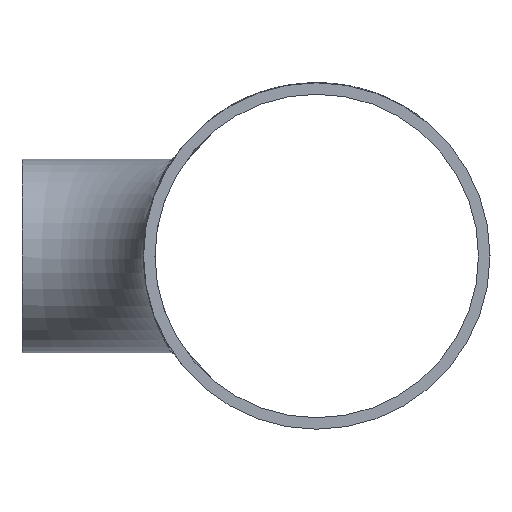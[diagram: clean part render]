
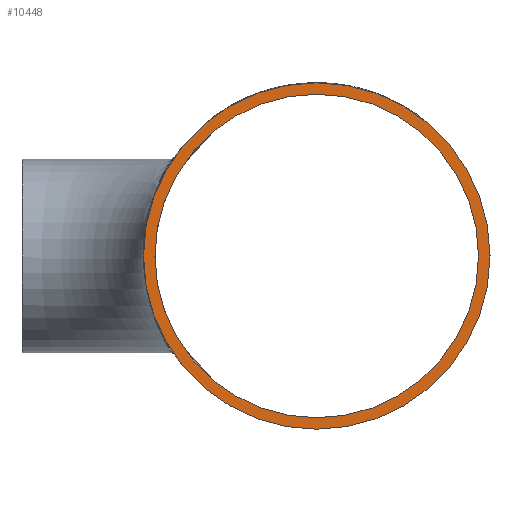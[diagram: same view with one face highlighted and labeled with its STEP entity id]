
A CAD part, left-side view. The second image highlights one B-rep face of the part: STEP entity #10448.
In plain terms, the highlighted planar face has unit normal (-1, 0, 0).
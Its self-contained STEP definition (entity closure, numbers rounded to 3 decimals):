
#4038 = CARTESIAN_POINT ( 'NONE',  ( -76., -51.29, 0. ) ) ;
#4571 = FACE_OUTER_BOUND ( 'NONE', #5257, .T. ) ;
#5257 = EDGE_LOOP ( 'NONE', ( #9447 ) ) ;
#6549 = FACE_BOUND ( 'NONE', #30506, .T. ) ;
#7040 = CARTESIAN_POINT ( 'NONE',  ( -76., -51.29, 0. ) ) ;
#7845 = EDGE_CURVE ( 'NONE', #9708, #9708, #28102, .T. ) ;
#9207 = PLANE ( 'NONE',  #12035 ) ;
#9447 = ORIENTED_EDGE ( 'NONE', *, *, #7845, .F. ) ;
#9708 = VERTEX_POINT ( 'NONE', #12692 ) ;
#10356 = CIRCLE ( 'NONE', #29976, 28.15 ) ;
#10448 = ADVANCED_FACE ( 'NONE', ( #6549, #4571 ), #9207, .F. ) ;
#11135 = DIRECTION ( 'NONE',  ( 0., 0., -1. ) ) ;
#12035 = AXIS2_PLACEMENT_3D ( 'NONE', #7040, #12195, #32103 ) ;
#12195 = DIRECTION ( 'NONE',  ( 1., 0., 0. ) ) ;
#12692 = CARTESIAN_POINT ( 'NONE',  ( -76., -51.29, -30.15 ) ) ;
#14311 = EDGE_CURVE ( 'NONE', #28419, #28419, #10356, .T. ) ;
#16808 = DIRECTION ( 'NONE',  ( 1., 0., 0. ) ) ;
#19060 = AXIS2_PLACEMENT_3D ( 'NONE', #23565, #25718, #11135 ) ;
#19780 = DIRECTION ( 'NONE',  ( 0., 0., -1. ) ) ;
#20635 = CARTESIAN_POINT ( 'NONE',  ( -76., -51.29, -28.15 ) ) ;
#23565 = CARTESIAN_POINT ( 'NONE',  ( -76., -51.29, 0. ) ) ;
#25718 = DIRECTION ( 'NONE',  ( 1., 0., 0. ) ) ;
#28102 = CIRCLE ( 'NONE', #19060, 30.15 ) ;
#28419 = VERTEX_POINT ( 'NONE', #20635 ) ;
#29976 = AXIS2_PLACEMENT_3D ( 'NONE', #4038, #16808, #19780 ) ;
#30506 = EDGE_LOOP ( 'NONE', ( #32601 ) ) ;
#32103 = DIRECTION ( 'NONE',  ( 0., 0., -1. ) ) ;
#32601 = ORIENTED_EDGE ( 'NONE', *, *, #14311, .T. ) ;
